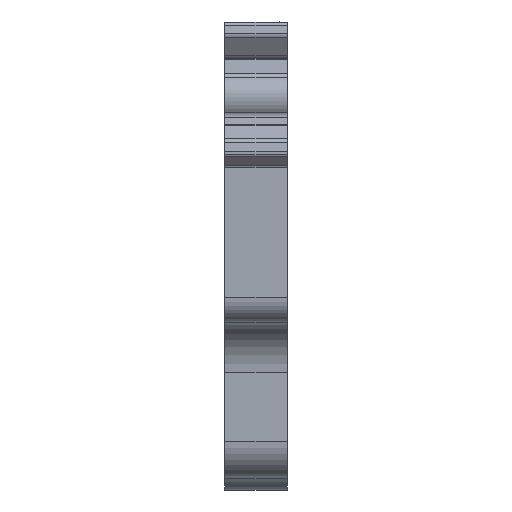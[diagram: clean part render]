
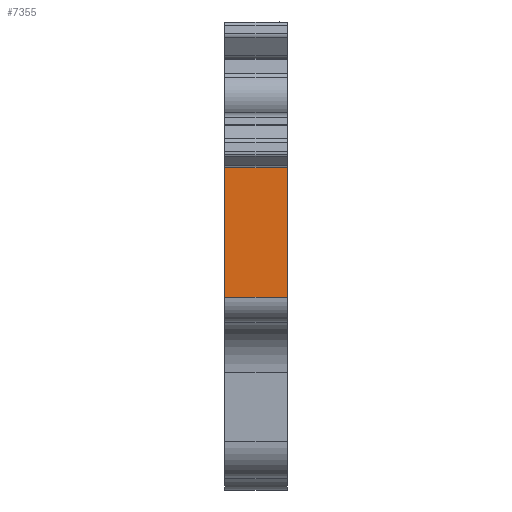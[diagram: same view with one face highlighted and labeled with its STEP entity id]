
A CAD part, left-side view. The second image highlights one B-rep face of the part: STEP entity #7355.
In plain terms, the highlighted face is planar.
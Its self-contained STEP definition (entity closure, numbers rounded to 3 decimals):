
#61 = VECTOR ( 'NONE', #2908, 1000. ) ;
#232 = DIRECTION ( 'NONE',  ( 0., -1., 0. ) ) ;
#432 = CARTESIAN_POINT ( 'NONE',  ( 0., 19.823, 18.197 ) ) ;
#716 = VERTEX_POINT ( 'NONE', #4592 ) ;
#879 = CARTESIAN_POINT ( 'NONE',  ( 0., 19.823, 18.197 ) ) ;
#1166 = FACE_OUTER_BOUND ( 'NONE', #4999, .T. ) ;
#1197 = LINE ( 'NONE', #3040, #5735 ) ;
#1824 = VECTOR ( 'NONE', #4670, 1000. ) ;
#2898 = LINE ( 'NONE', #879, #10883 ) ;
#2908 = DIRECTION ( 'NONE',  ( 1., 0., 0. ) ) ;
#3040 = CARTESIAN_POINT ( 'NONE',  ( 0., 19.823, 7.843 ) ) ;
#3136 = CARTESIAN_POINT ( 'NONE',  ( 0., 19.823, 18.197 ) ) ;
#3181 = CARTESIAN_POINT ( 'NONE',  ( 0., 19.823, 18.197 ) ) ;
#3705 = LINE ( 'NONE', #4431, #1824 ) ;
#4262 = CARTESIAN_POINT ( 'NONE',  ( 5., 19.823, 7.843 ) ) ;
#4431 = CARTESIAN_POINT ( 'NONE',  ( 5., 19.823, 18.197 ) ) ;
#4472 = ORIENTED_EDGE ( 'NONE', *, *, #5617, .F. ) ;
#4592 = CARTESIAN_POINT ( 'NONE',  ( 5., 19.823, 18.197 ) ) ;
#4670 = DIRECTION ( 'NONE',  ( 0., 0., -1. ) ) ;
#4908 = LINE ( 'NONE', #3136, #61 ) ;
#4999 = EDGE_LOOP ( 'NONE', ( #11124, #4472, #6114, #9871 ) ) ;
#5394 = VERTEX_POINT ( 'NONE', #4262 ) ;
#5444 = AXIS2_PLACEMENT_3D ( 'NONE', #3181, #232, #5885 ) ;
#5617 = EDGE_CURVE ( 'NONE', #8841, #5394, #1197, .T. ) ;
#5735 = VECTOR ( 'NONE', #6782, 1000. ) ;
#5869 = EDGE_CURVE ( 'NONE', #716, #5394, #3705, .T. ) ;
#5885 = DIRECTION ( 'NONE',  ( 0., 0., 1. ) ) ;
#6012 = EDGE_CURVE ( 'NONE', #11822, #716, #4908, .T. ) ;
#6114 = ORIENTED_EDGE ( 'NONE', *, *, #12123, .F. ) ;
#6446 = DIRECTION ( 'NONE',  ( 0., 0., -1. ) ) ;
#6782 = DIRECTION ( 'NONE',  ( 1., 0., 0. ) ) ;
#7355 = ADVANCED_FACE ( 'NONE', ( #1166 ), #9687, .F. ) ;
#8841 = VERTEX_POINT ( 'NONE', #12079 ) ;
#9687 = PLANE ( 'NONE',  #5444 ) ;
#9871 = ORIENTED_EDGE ( 'NONE', *, *, #6012, .T. ) ;
#10883 = VECTOR ( 'NONE', #6446, 1000. ) ;
#11124 = ORIENTED_EDGE ( 'NONE', *, *, #5869, .T. ) ;
#11822 = VERTEX_POINT ( 'NONE', #432 ) ;
#12079 = CARTESIAN_POINT ( 'NONE',  ( 0., 19.823, 7.843 ) ) ;
#12123 = EDGE_CURVE ( 'NONE', #11822, #8841, #2898, .T. ) ;
